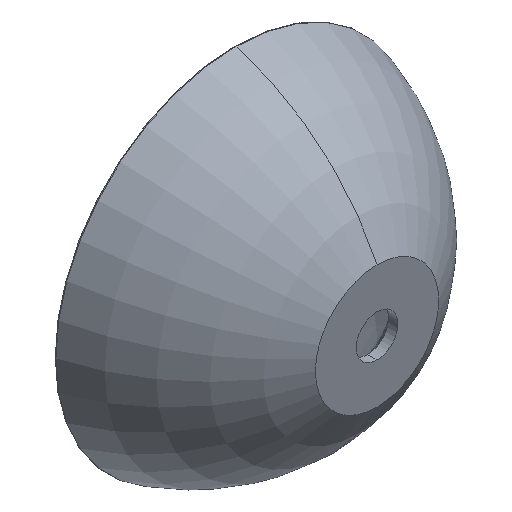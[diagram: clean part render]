
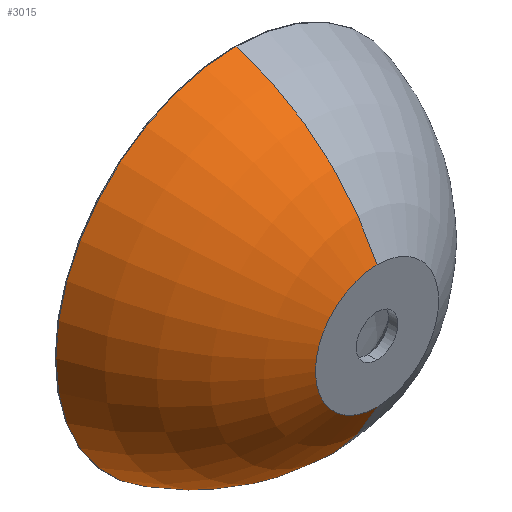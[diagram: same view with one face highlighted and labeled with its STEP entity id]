
A CAD part, isometric view. The second image highlights one B-rep face of the part: STEP entity #3015.
In plain terms, the highlighted toroidal (fillet/blend) face has major radius 35.587 mm and minor radius 234.004 mm.
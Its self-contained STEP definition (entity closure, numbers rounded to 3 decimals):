
#5 = VERTEX_POINT ( 'NONE', #1610 ) ;
#48 = AXIS2_PLACEMENT_3D ( 'NONE', #1653, #2623, #1160 ) ;
#102 = DIRECTION ( 'NONE',  ( 0., 0., -1. ) ) ;
#141 = DIRECTION ( 'NONE',  ( 0., 0., 1. ) ) ;
#151 = FACE_OUTER_BOUND ( 'NONE', #1007, .T. ) ;
#322 = EDGE_CURVE ( 'NONE', #2061, #896, #2582, .T. ) ;
#486 = CIRCLE ( 'NONE', #805, 234.004 ) ;
#522 = EDGE_CURVE ( 'NONE', #3058, #5, #486, .T. ) ;
#556 = CARTESIAN_POINT ( 'NONE',  ( 0., -150., 0. ) ) ;
#563 = CARTESIAN_POINT ( 'NONE',  ( 0., -150., 65. ) ) ;
#574 = DIRECTION ( 'NONE',  ( 0., 1., 0. ) ) ;
#642 = TOROIDAL_SURFACE ( 'NONE', #48, -35.587, 234.004 ) ;
#805 = AXIS2_PLACEMENT_3D ( 'NONE', #2927, #2943, #141 ) ;
#855 = AXIS2_PLACEMENT_3D ( 'NONE', #858, #1612, #102 ) ;
#858 = CARTESIAN_POINT ( 'NONE',  ( 0., 61.282, 35.587 ) ) ;
#896 = VERTEX_POINT ( 'NONE', #2237 ) ;
#969 = EDGE_CURVE ( 'NONE', #2061, #3058, #2309, .T. ) ;
#1007 = EDGE_LOOP ( 'NONE', ( #3042, #1128, #1650, #1192 ) ) ;
#1128 = ORIENTED_EDGE ( 'NONE', *, *, #969, .T. ) ;
#1160 = DIRECTION ( 'NONE',  ( 0., 0., 1. ) ) ;
#1192 = ORIENTED_EDGE ( 'NONE', *, *, #2630, .T. ) ;
#1226 = DIRECTION ( 'NONE',  ( 0., 0., 1. ) ) ;
#1272 = AXIS2_PLACEMENT_3D ( 'NONE', #556, #574, #1846 ) ;
#1481 = AXIS2_PLACEMENT_3D ( 'NONE', #1952, #2776, #1226 ) ;
#1610 = CARTESIAN_POINT ( 'NONE',  ( 0., -1.267, 189.902 ) ) ;
#1612 = DIRECTION ( 'NONE',  ( 1., 0., 0. ) ) ;
#1637 = CIRCLE ( 'NONE', #1481, 189.902 ) ;
#1650 = ORIENTED_EDGE ( 'NONE', *, *, #522, .T. ) ;
#1653 = CARTESIAN_POINT ( 'NONE',  ( 0., 61.282, 0. ) ) ;
#1846 = DIRECTION ( 'NONE',  ( 0., 0., 1. ) ) ;
#1952 = CARTESIAN_POINT ( 'NONE',  ( 0., -1.267, 0. ) ) ;
#2061 = VERTEX_POINT ( 'NONE', #3314 ) ;
#2237 = CARTESIAN_POINT ( 'NONE',  ( 0., -1.267, -189.902 ) ) ;
#2309 = CIRCLE ( 'NONE', #1272, 65. ) ;
#2582 = CIRCLE ( 'NONE', #855, 234.004 ) ;
#2623 = DIRECTION ( 'NONE',  ( 0., 1., 0. ) ) ;
#2630 = EDGE_CURVE ( 'NONE', #5, #896, #1637, .T. ) ;
#2776 = DIRECTION ( 'NONE',  ( 0., -1., 0. ) ) ;
#2927 = CARTESIAN_POINT ( 'NONE',  ( 0., 61.282, -35.587 ) ) ;
#2943 = DIRECTION ( 'NONE',  ( -1., 0., 0. ) ) ;
#3015 = ADVANCED_FACE ( 'NONE', ( #151 ), #642, .T. ) ;
#3042 = ORIENTED_EDGE ( 'NONE', *, *, #322, .F. ) ;
#3058 = VERTEX_POINT ( 'NONE', #563 ) ;
#3314 = CARTESIAN_POINT ( 'NONE',  ( 0., -150., -65. ) ) ;
